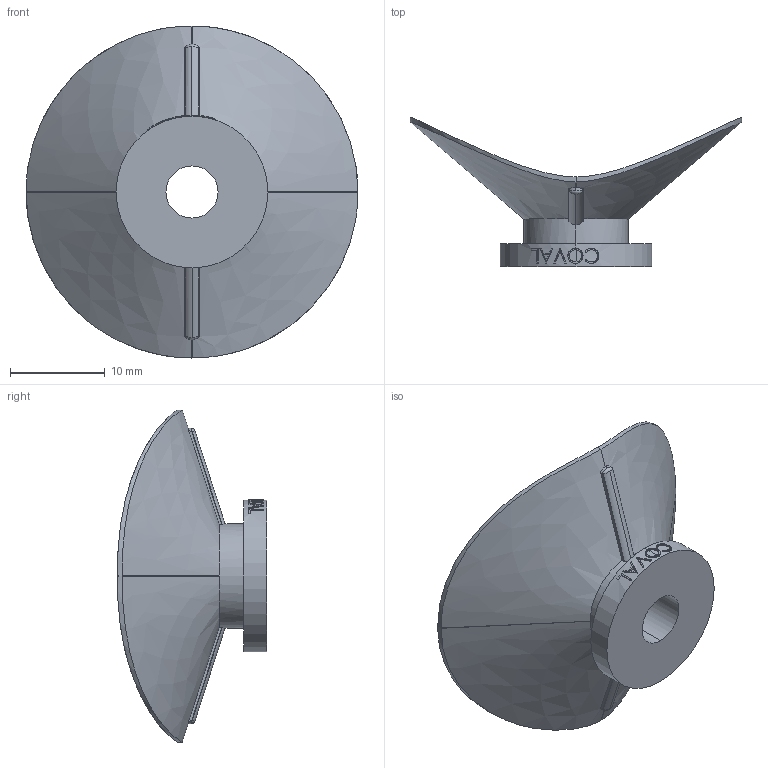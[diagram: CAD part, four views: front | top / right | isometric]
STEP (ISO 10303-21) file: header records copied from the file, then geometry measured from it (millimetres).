
FILE_DESCRIPTION(('STEP AP214'),'1');
FILE_NAME('COVAL_VPAG3536NR.stp','2017-12-27T18:44:04',('TraceParts'),('TraceParts S.A.'),'Spatial InterOp 3D',' ',' ');
FILE_SCHEMA(('automotive_design'));
Length unit declared in the file: millimetre
Products named in the file (1): COVAL_VPAG3536NR
Bounding box: 35 x 15.71 x 35 mm (x, y, z)
Volume: 1588.9 mm3; surface area: 2871.7 mm2
Topology: 1 solids, 1 shells, 188 faces, 495 edges, 324 vertices
Faces by surface type: bspline 85, cylinder 69, plane 28, cone 4, torus 2
Entity records: 19668 total; most frequent: CARTESIAN_POINT 14264, ORIENTED_EDGE 978, EDGE_CURVE 489, DIRECTION 484, VERTEX_POINT 324, B_SPLINE_CURVE_WITH_KNOTS 283, EDGE_LOOP 211, STYLED_ITEM 189
